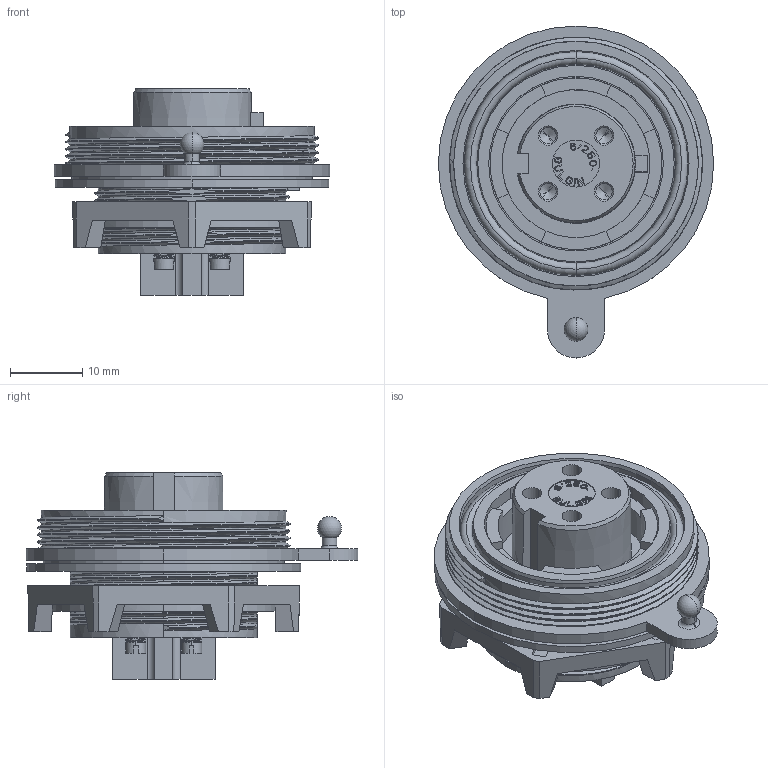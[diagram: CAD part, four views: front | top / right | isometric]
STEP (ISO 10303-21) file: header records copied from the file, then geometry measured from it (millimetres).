
FILE_DESCRIPTION(('STEP AP242'),'1');
FILE_NAME('px0747_s.stp','2023-03-16T12:45:51',('TraceParts'),('TraceParts S.A.'),'Spatial InterOp 3D',' ',' ');
FILE_SCHEMA(('AP242_MANAGED_MODEL_BASED_3D_ENGINEERING_MIM_LF {1 0 10303 442 1 1 4}'));
Length unit declared in the file: millimetre
Products named in the file (1): px0747_s_1
Bounding box: 38.1 x 45.94 x 28.58 mm (x, y, z)
Volume: 13186.6 mm3; surface area: 13066.9 mm2
Topology: 2 solids, 2 shells, 1132 faces, 3069 edges, 1983 vertices
Faces by surface type: plane 711, cylinder 215, bspline 118, cone 66, torus 12, sphere 10
Entity records: 54709 total; most frequent: CARTESIAN_POINT 27374, ORIENTED_EDGE 6086, DIRECTION 4979, EDGE_CURVE 3043, LINE 2009, VECTOR 2009, VERTEX_POINT 1983, AXIS2_PLACEMENT_3D 1485
